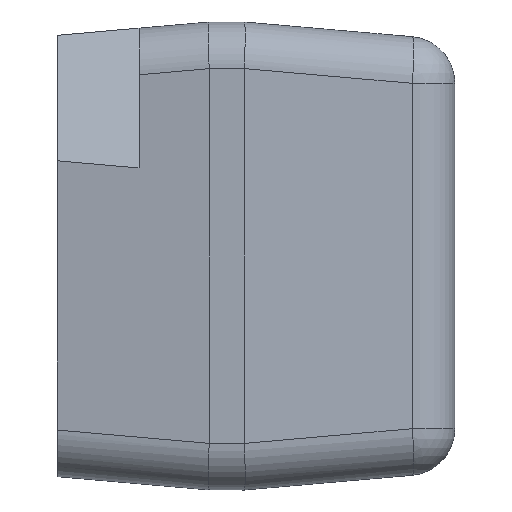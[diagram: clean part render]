
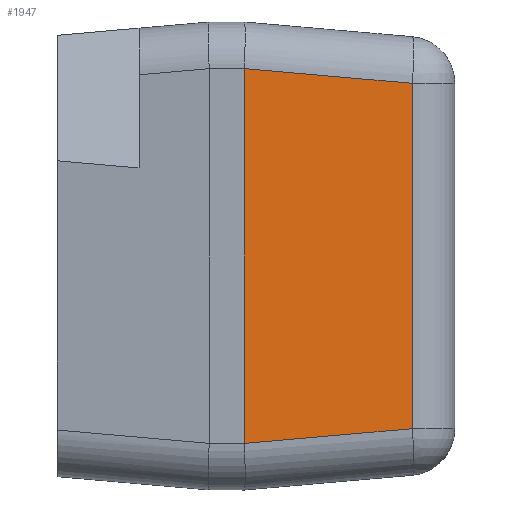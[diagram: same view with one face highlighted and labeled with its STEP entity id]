
A CAD part, left-side view. The second image highlights one B-rep face of the part: STEP entity #1947.
In plain terms, the highlighted planar face has unit normal (-0.996, -0.087, 0).
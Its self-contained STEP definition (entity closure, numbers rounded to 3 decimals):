
#207 = DIRECTION ( 'NONE',  ( 0., 0., 1. ) ) ;
#941 = PLANE ( 'NONE',  #5259 ) ;
#1263 =( BOUNDED_CURVE ( )  B_SPLINE_CURVE ( 3, ( #12620, #9981, #3120, #8657 ),
 .UNSPECIFIED., .F., .T. ) 
 B_SPLINE_CURVE_WITH_KNOTS ( ( 4, 4 ),
 ( 3.138, 3.142 ),
 .UNSPECIFIED. ) 
 CURVE ( )  GEOMETRIC_REPRESENTATION_ITEM ( )  RATIONAL_B_SPLINE_CURVE ( ( 1., 1., 1., 1. ) ) 
 REPRESENTATION_ITEM ( '' )  );
#1450 = CARTESIAN_POINT ( 'NONE',  ( -1.986, 0.745, 0.787 ) ) ;
#1947 = ADVANCED_FACE ( 'NONE', ( #14681 ), #941, .F. ) ;
#2533 = VECTOR ( 'NONE', #5382, 1000. ) ;
#2695 = ORIENTED_EDGE ( 'NONE', *, *, #5916, .T. ) ;
#2835 = ORIENTED_EDGE ( 'NONE', *, *, #11941, .T. ) ;
#2899 = EDGE_CURVE ( 'NONE', #15948, #5255, #17392, .T. ) ;
#3001 = VERTEX_POINT ( 'NONE', #5597 ) ;
#3093 =( BOUNDED_CURVE ( )  B_SPLINE_CURVE ( 3, ( #4166, #6895, #13886, #12339 ),
 .UNSPECIFIED., .F., .T. ) 
 B_SPLINE_CURVE_WITH_KNOTS ( ( 4, 4 ),
 ( 3.142, 3.145 ),
 .UNSPECIFIED. ) 
 CURVE ( )  GEOMETRIC_REPRESENTATION_ITEM ( )  RATIONAL_B_SPLINE_CURVE ( ( 1., 1., 1., 1. ) ) 
 REPRESENTATION_ITEM ( '' )  );
#3120 = CARTESIAN_POINT ( 'NONE',  ( -2., 0.9, 0.8 ) ) ;
#4062 = DIRECTION ( 'NONE',  ( -0.087, 0.992, 0.087 ) ) ;
#4166 = CARTESIAN_POINT ( 'NONE',  ( -2., 0.9, -0.8 ) ) ;
#4354 = CARTESIAN_POINT ( 'NONE',  ( -2., 0.9, -0.8 ) ) ;
#4552 = CARTESIAN_POINT ( 'NONE',  ( -1.937, 0.183, 0.738 ) ) ;
#4774 = VERTEX_POINT ( 'NONE', #13342 ) ;
#4984 = CARTESIAN_POINT ( 'NONE',  ( -2.002, 0.917, -0.802 ) ) ;
#5255 = VERTEX_POINT ( 'NONE', #7212 ) ;
#5259 = AXIS2_PLACEMENT_3D ( 'NONE', #8268, #6977, #5710 ) ;
#5310 = LINE ( 'NONE', #1450, #7425 ) ;
#5382 = DIRECTION ( 'NONE',  ( 0., 0., 1. ) ) ;
#5597 = CARTESIAN_POINT ( 'NONE',  ( -2., 0.9, 0.801 ) ) ;
#5710 = DIRECTION ( 'NONE',  ( 0., 0., 1. ) ) ;
#5838 = ORIENTED_EDGE ( 'NONE', *, *, #6714, .T. ) ;
#5916 = EDGE_CURVE ( 'NONE', #8201, #15948, #3093, .T. ) ;
#6609 = VECTOR ( 'NONE', #207, 1000. ) ;
#6661 = CARTESIAN_POINT ( 'NONE',  ( -1.937, 0.183, 0.921 ) ) ;
#6714 = EDGE_CURVE ( 'NONE', #3001, #4774, #1263, .T. ) ;
#6895 = CARTESIAN_POINT ( 'NONE',  ( -2., 0.9, -0.8 ) ) ;
#6977 = DIRECTION ( 'NONE',  ( 0.996, 0.087, 0. ) ) ;
#7212 = CARTESIAN_POINT ( 'NONE',  ( -1.937, 0.183, -0.738 ) ) ;
#7425 = VECTOR ( 'NONE', #4062, 1000. ) ;
#7466 = VERTEX_POINT ( 'NONE', #4552 ) ;
#8132 = LINE ( 'NONE', #6661, #2533 ) ;
#8201 = VERTEX_POINT ( 'NONE', #4354 ) ;
#8268 = CARTESIAN_POINT ( 'NONE',  ( -2., 0.9, -1. ) ) ;
#8657 = CARTESIAN_POINT ( 'NONE',  ( -2., 0.9, 0.8 ) ) ;
#9779 = CARTESIAN_POINT ( 'NONE',  ( -2., 0.9, -1. ) ) ;
#9981 = CARTESIAN_POINT ( 'NONE',  ( -2., 0.9, 0.801 ) ) ;
#10511 = DIRECTION ( 'NONE',  ( 0.087, -0.992, 0.087 ) ) ;
#11066 = EDGE_LOOP ( 'NONE', ( #15396, #2695, #15380, #16883, #2835, #5838 ) ) ;
#11941 = EDGE_CURVE ( 'NONE', #7466, #3001, #5310, .T. ) ;
#12102 = VECTOR ( 'NONE', #10511, 1000. ) ;
#12339 = CARTESIAN_POINT ( 'NONE',  ( -2., 0.9, -0.801 ) ) ;
#12620 = CARTESIAN_POINT ( 'NONE',  ( -2., 0.9, 0.801 ) ) ;
#12941 = EDGE_CURVE ( 'NONE', #5255, #7466, #8132, .T. ) ;
#13342 = CARTESIAN_POINT ( 'NONE',  ( -2., 0.9, 0.8 ) ) ;
#13886 = CARTESIAN_POINT ( 'NONE',  ( -2., 0.9, -0.801 ) ) ;
#13956 = LINE ( 'NONE', #9779, #6609 ) ;
#14267 = EDGE_CURVE ( 'NONE', #8201, #4774, #13956, .T. ) ;
#14681 = FACE_OUTER_BOUND ( 'NONE', #11066, .T. ) ;
#14781 = CARTESIAN_POINT ( 'NONE',  ( -2., 0.9, -0.801 ) ) ;
#15380 = ORIENTED_EDGE ( 'NONE', *, *, #2899, .T. ) ;
#15396 = ORIENTED_EDGE ( 'NONE', *, *, #14267, .F. ) ;
#15948 = VERTEX_POINT ( 'NONE', #14781 ) ;
#16883 = ORIENTED_EDGE ( 'NONE', *, *, #12941, .T. ) ;
#17392 = LINE ( 'NONE', #4984, #12102 ) ;
